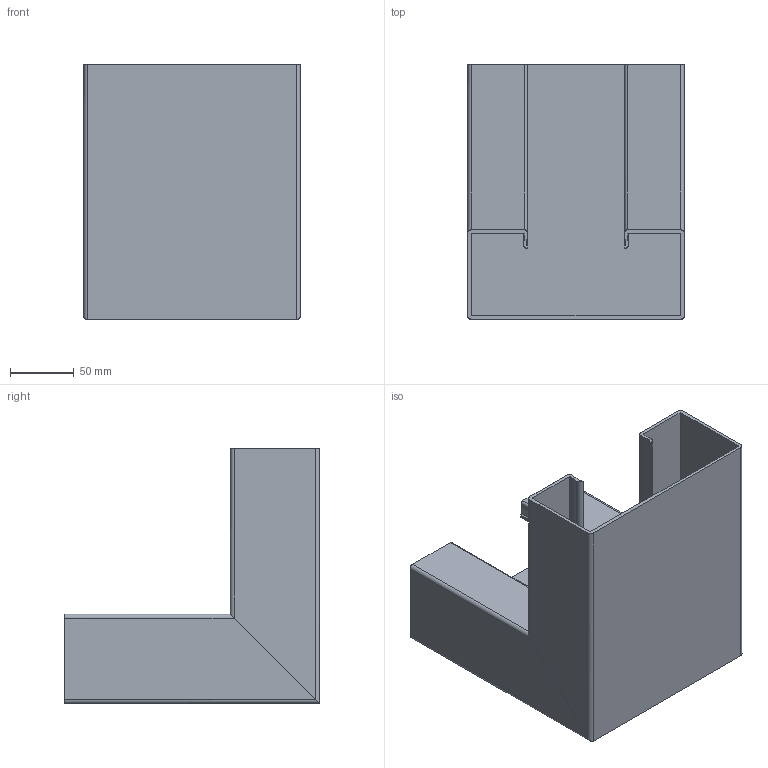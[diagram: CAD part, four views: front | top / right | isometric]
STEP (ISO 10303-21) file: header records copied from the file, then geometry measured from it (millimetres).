
FILE_DESCRIPTION (( 'STEP AP214' ), '1' );
FILE_NAME ('6114360.stp', '2016-05-11T11:30:31', ( '' ), ( '' ), 'SwSTEP 2.0', 'SolidWorks 2014', '' );
FILE_SCHEMA (( 'AUTOMOTIVE_DESIGN' ));
Length unit declared in the file: millimetre
Products named in the file (2): 014500T1_GK-I70170; 6114360
Assembly tree (2 placements, depth 2):
  6114360
    014500T1_GK-I70170  x2
Bounding box: 170 x 200 x 200 mm (x, y, z)
Volume: 375404.6 mm3; surface area: 287440.9 mm2
Topology: 2 solids, 2 shells, 108 faces, 312 edges, 208 vertices
Faces by surface type: plane 60, cylinder 48
Entity records: 1838 total; most frequent: CARTESIAN_POINT 391, ORIENTED_EDGE 312, DIRECTION 274, EDGE_CURVE 156, LINE 108, VECTOR 108, VERTEX_POINT 104, AXIS2_PLACEMENT_3D 83
